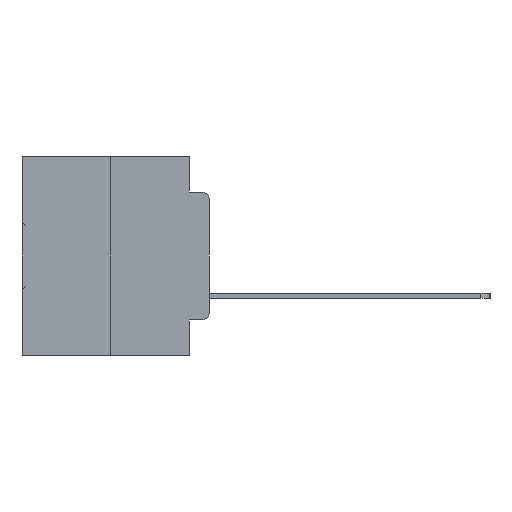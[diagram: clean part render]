
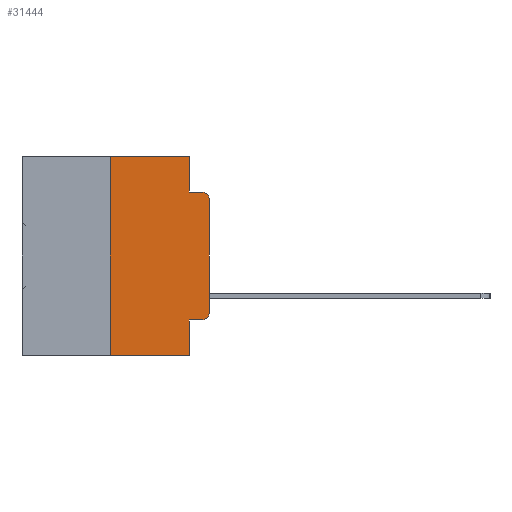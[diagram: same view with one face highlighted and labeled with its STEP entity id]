
A CAD part, left-side view. The second image highlights one B-rep face of the part: STEP entity #31444.
In plain terms, the highlighted planar face has unit normal (-1, 0, 0).
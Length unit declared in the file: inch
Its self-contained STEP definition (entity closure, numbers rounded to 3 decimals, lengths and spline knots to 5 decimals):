
#938 = EDGE_CURVE ( 'NONE', #12411, #21588, #2063, .T. ) ;
#1005 = CARTESIAN_POINT ( 'NONE',  ( 0., 0.051, 0. ) ) ;
#1222 = DIRECTION ( 'NONE',  ( 0., -1., 0. ) ) ;
#1441 = VERTEX_POINT ( 'NONE', #25258 ) ;
#1517 = LINE ( 'NONE', #13039, #29160 ) ;
#1677 = CARTESIAN_POINT ( 'NONE',  ( 0., 0.051, 0. ) ) ;
#2063 = LINE ( 'NONE', #4856, #15362 ) ;
#2913 = EDGE_CURVE ( 'NONE', #9050, #12411, #9545, .T. ) ;
#4339 = VECTOR ( 'NONE', #19493, 39.37008 ) ;
#4856 = CARTESIAN_POINT ( 'NONE',  ( 0., 0.473, 0. ) ) ;
#4981 = EDGE_CURVE ( 'NONE', #9050, #21410, #5255, .T. ) ;
#5255 = LINE ( 'NONE', #23420, #25125 ) ;
#5572 = VECTOR ( 'NONE', #25220, 39.37008 ) ;
#6352 = ORIENTED_EDGE ( 'NONE', *, *, #22920, .F. ) ;
#6772 = CARTESIAN_POINT ( 'NONE',  ( 0., 0.25, -0.5 ) ) ;
#7126 = AXIS2_PLACEMENT_3D ( 'NONE', #26713, #29208, #13978 ) ;
#7330 = CARTESIAN_POINT ( 'NONE',  ( 0., 0.02, -0.1085 ) ) ;
#7609 = VERTEX_POINT ( 'NONE', #13429 ) ;
#7807 = CARTESIAN_POINT ( 'NONE',  ( 0., 0.02, -0.3915 ) ) ;
#8021 = VERTEX_POINT ( 'NONE', #15096 ) ;
#8022 = CIRCLE ( 'NONE', #12100, 0.02 ) ;
#8306 = VECTOR ( 'NONE', #10983, 39.37008 ) ;
#8345 = CARTESIAN_POINT ( 'NONE',  ( 0., 0.051, -0.0885 ) ) ;
#8615 = EDGE_CURVE ( 'NONE', #21588, #32993, #13412, .T. ) ;
#8696 = PLANE ( 'NONE',  #7126 ) ;
#9050 = VERTEX_POINT ( 'NONE', #6772 ) ;
#9291 = CIRCLE ( 'NONE', #10829, 0.02 ) ;
#9545 = LINE ( 'NONE', #30415, #15656 ) ;
#9671 = ORIENTED_EDGE ( 'NONE', *, *, #4981, .T. ) ;
#9969 = DIRECTION ( 'NONE',  ( 0., 0., -1. ) ) ;
#10458 = DIRECTION ( 'NONE',  ( 0., 0., -1. ) ) ;
#10598 = LINE ( 'NONE', #1005, #4339 ) ;
#10603 = LINE ( 'NONE', #17107, #17512 ) ;
#10829 = AXIS2_PLACEMENT_3D ( 'NONE', #7807, #25860, #10458 ) ;
#10983 = DIRECTION ( 'NONE',  ( 0., -1., 0. ) ) ;
#10989 = VERTEX_POINT ( 'NONE', #13453 ) ;
#11297 = ORIENTED_EDGE ( 'NONE', *, *, #20029, .T. ) ;
#12100 = AXIS2_PLACEMENT_3D ( 'NONE', #7330, #25388, #9969 ) ;
#12411 = VERTEX_POINT ( 'NONE', #31666 ) ;
#12687 = ORIENTED_EDGE ( 'NONE', *, *, #29433, .T. ) ;
#13039 = CARTESIAN_POINT ( 'NONE',  ( 0., 0., 0. ) ) ;
#13412 = LINE ( 'NONE', #1677, #5572 ) ;
#13429 = CARTESIAN_POINT ( 'NONE',  ( 0., 0.02, -0.4115 ) ) ;
#13453 = CARTESIAN_POINT ( 'NONE',  ( 0., 0., -0.3915 ) ) ;
#13978 = DIRECTION ( 'NONE',  ( 0., 0., -1. ) ) ;
#14982 = ORIENTED_EDGE ( 'NONE', *, *, #2913, .F. ) ;
#15065 = VERTEX_POINT ( 'NONE', #23683 ) ;
#15069 = EDGE_LOOP ( 'NONE', ( #12687, #31226, #6352, #32814, #21802, #14982, #9671, #28518, #18209, #11297 ) ) ;
#15096 = CARTESIAN_POINT ( 'NONE',  ( 0., 0., -0.1085 ) ) ;
#15362 = VECTOR ( 'NONE', #27530, 39.37008 ) ;
#15656 = VECTOR ( 'NONE', #24350, 39.37008 ) ;
#15669 = DIRECTION ( 'NONE',  ( 0., -1., 0. ) ) ;
#17107 = CARTESIAN_POINT ( 'NONE',  ( 0., 0.051, -0.4115 ) ) ;
#17110 = EDGE_CURVE ( 'NONE', #8021, #1441, #8022, .T. ) ;
#17512 = VECTOR ( 'NONE', #1222, 39.37008 ) ;
#18209 = ORIENTED_EDGE ( 'NONE', *, *, #32068, .T. ) ;
#19493 = DIRECTION ( 'NONE',  ( 0., 0., -1. ) ) ;
#20000 = CARTESIAN_POINT ( 'NONE',  ( 0., 0.051, 0. ) ) ;
#20029 = EDGE_CURVE ( 'NONE', #7609, #10989, #9291, .T. ) ;
#21410 = VERTEX_POINT ( 'NONE', #31771 ) ;
#21588 = VERTEX_POINT ( 'NONE', #20000 ) ;
#21802 = ORIENTED_EDGE ( 'NONE', *, *, #938, .F. ) ;
#22920 = EDGE_CURVE ( 'NONE', #32993, #1441, #28777, .T. ) ;
#23420 = CARTESIAN_POINT ( 'NONE',  ( 0., 0.473, -0.5 ) ) ;
#23683 = CARTESIAN_POINT ( 'NONE',  ( 0., 0.051, -0.4115 ) ) ;
#24350 = DIRECTION ( 'NONE',  ( 0., 0., 1. ) ) ;
#25125 = VECTOR ( 'NONE', #15669, 39.37008 ) ;
#25220 = DIRECTION ( 'NONE',  ( 0., 0., -1. ) ) ;
#25258 = CARTESIAN_POINT ( 'NONE',  ( 0., 0.02, -0.0885 ) ) ;
#25358 = EDGE_CURVE ( 'NONE', #15065, #21410, #10598, .T. ) ;
#25388 = DIRECTION ( 'NONE',  ( -1., 0., 0. ) ) ;
#25860 = DIRECTION ( 'NONE',  ( -1., 0., 0. ) ) ;
#26713 = CARTESIAN_POINT ( 'NONE',  ( 0., 0.473, 0. ) ) ;
#27530 = DIRECTION ( 'NONE',  ( 0., -1., 0. ) ) ;
#28518 = ORIENTED_EDGE ( 'NONE', *, *, #25358, .F. ) ;
#28777 = LINE ( 'NONE', #8345, #8306 ) ;
#29160 = VECTOR ( 'NONE', #30817, 39.37008 ) ;
#29208 = DIRECTION ( 'NONE',  ( 1., 0., 0. ) ) ;
#29433 = EDGE_CURVE ( 'NONE', #10989, #8021, #1517, .T. ) ;
#30415 = CARTESIAN_POINT ( 'NONE',  ( 0., 0.25, 0. ) ) ;
#30817 = DIRECTION ( 'NONE',  ( 0., 0., 1. ) ) ;
#31226 = ORIENTED_EDGE ( 'NONE', *, *, #17110, .T. ) ;
#31358 = FACE_OUTER_BOUND ( 'NONE', #15069, .T. ) ;
#31444 = ADVANCED_FACE ( 'NONE', ( #31358 ), #8696, .F. ) ;
#31666 = CARTESIAN_POINT ( 'NONE',  ( 0., 0.25, 0. ) ) ;
#31771 = CARTESIAN_POINT ( 'NONE',  ( 0., 0.051, -0.5 ) ) ;
#32068 = EDGE_CURVE ( 'NONE', #15065, #7609, #10603, .T. ) ;
#32814 = ORIENTED_EDGE ( 'NONE', *, *, #8615, .F. ) ;
#32993 = VERTEX_POINT ( 'NONE', #33373 ) ;
#33373 = CARTESIAN_POINT ( 'NONE',  ( 0., 0.051, -0.0885 ) ) ;
